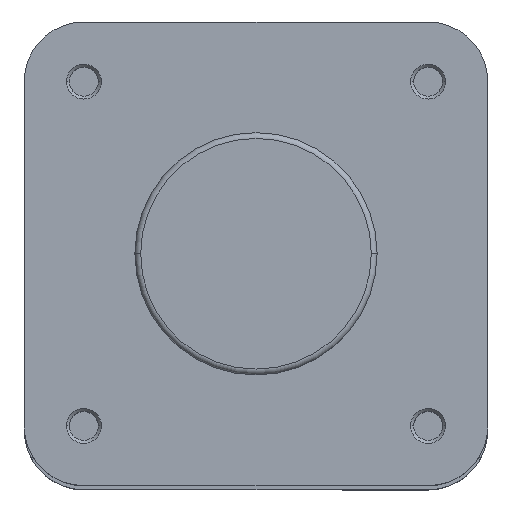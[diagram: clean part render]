
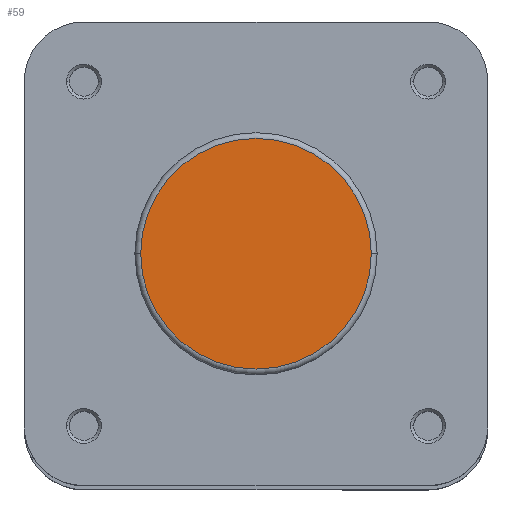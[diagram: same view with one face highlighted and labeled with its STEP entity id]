
A CAD part, top view. The second image highlights one B-rep face of the part: STEP entity #59.
In plain terms, the highlighted planar face has unit normal (0, 0, 1).
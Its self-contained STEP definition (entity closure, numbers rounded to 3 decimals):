
#59 = ADVANCED_FACE ( 'NONE', ( #1788 ), #1027, .F. ) ;
#451 = EDGE_LOOP ( 'NONE', ( #6276, #6286 ) ) ;
#1022 = CARTESIAN_POINT ( 'NONE',  ( 0., 20.9, 0. ) ) ;
#1027 = PLANE ( 'NONE',  #5888 ) ;
#1028 = DIRECTION ( 'NONE',  ( 0., 0., -1. ) ) ;
#1030 = DIRECTION ( 'NONE',  ( -1., 0., 0. ) ) ;
#1213 = VERTEX_POINT ( 'NONE', #3050 ) ;
#1351 = VERTEX_POINT ( 'NONE', #3136 ) ;
#1788 = FACE_OUTER_BOUND ( 'NONE', #451, .T. ) ;
#2344 = CIRCLE ( 'NONE', #6145, 19.9 ) ;
#2425 = CIRCLE ( 'NONE', #6167, 19.9 ) ;
#3050 = CARTESIAN_POINT ( 'NONE',  ( 19.9, 0., 0. ) ) ;
#3136 = CARTESIAN_POINT ( 'NONE',  ( -19.9, 0., 0. ) ) ;
#3603 = CARTESIAN_POINT ( 'NONE',  ( 0., 0., 0. ) ) ;
#3604 = DIRECTION ( 'NONE',  ( 0., 0., 1. ) ) ;
#3605 = DIRECTION ( 'NONE',  ( -1., 0., 0. ) ) ;
#3732 = CARTESIAN_POINT ( 'NONE',  ( 0., 0., 0. ) ) ;
#3733 = DIRECTION ( 'NONE',  ( 0., 0., 1. ) ) ;
#3734 = DIRECTION ( 'NONE',  ( -1., 0., 0. ) ) ;
#5485 = EDGE_CURVE ( 'NONE', #1213, #1351, #2344, .T. ) ;
#5538 = EDGE_CURVE ( 'NONE', #1351, #1213, #2425, .T. ) ;
#5888 = AXIS2_PLACEMENT_3D ( 'NONE', #1022, #1028, #1030 ) ;
#6145 = AXIS2_PLACEMENT_3D ( 'NONE', #3603, #3604, #3605 ) ;
#6167 = AXIS2_PLACEMENT_3D ( 'NONE', #3732, #3733, #3734 ) ;
#6276 = ORIENTED_EDGE ( 'NONE', *, *, #5538, .T. ) ;
#6286 = ORIENTED_EDGE ( 'NONE', *, *, #5485, .T. ) ;
